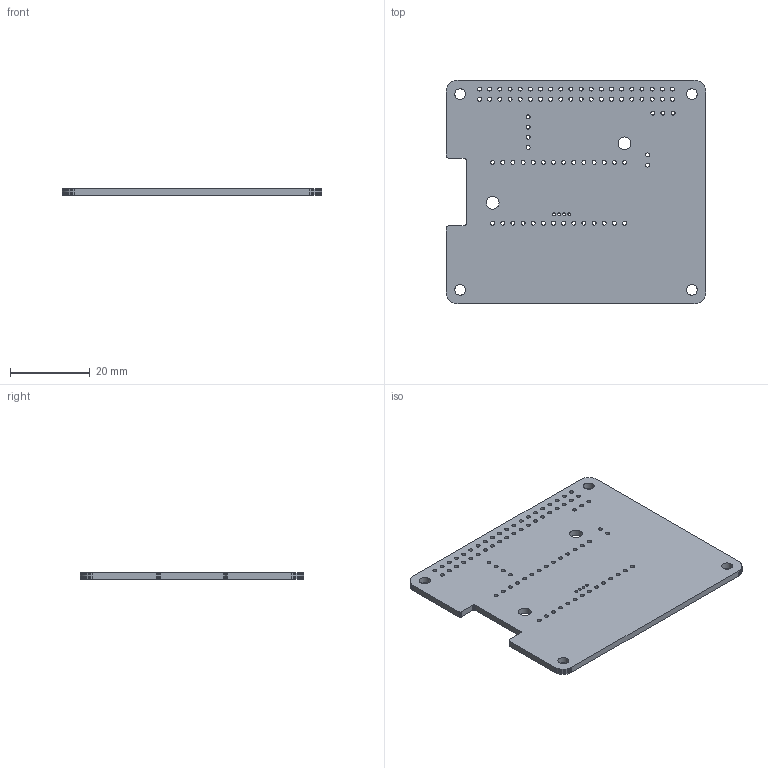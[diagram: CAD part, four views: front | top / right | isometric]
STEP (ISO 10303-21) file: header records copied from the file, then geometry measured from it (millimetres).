
FILE_DESCRIPTION(('KiCad electronic assembly'),'2;1');
FILE_NAME('testing_board.step','2023-10-01T20:04:38',('Pcbnew'),('Kicad' ),'Open CASCADE STEP processor 7.7','KiCad to STEP converter', 'Unknown');
FILE_SCHEMA(('AUTOMOTIVE_DESIGN { 1 0 10303 214 1 1 1 1 }'));
Length unit declared in the file: millimetre
Products named in the file (2): testing_board 1; _autosave-testing_board PCB
Assembly tree (1 placements, depth 2):
  testing_board 1
    _autosave-testing_board PCB
Bounding box: 65 x 56 x 1.57 mm (x, y, z)
Volume: 5410.7 mm3; surface area: 7756.8 mm2
Topology: 1 solids, 1 shells, 177 faces, 525 edges, 350 vertices
Faces by surface type: plane 90, cylinder 87
Full cylindrical faces by diameter (mm): 0.68 x4, 1 x77, 2.7 x4, 3.2 x2
Entity records: 13717 total; most frequent: CARTESIAN_POINT 3148, DIRECTION 1933, LINE 1227, VECTOR 1227, ORIENTED_EDGE 1050, PCURVE 1050, DEFINITIONAL_REPRESENTATION 1050, EDGE_CURVE 525
